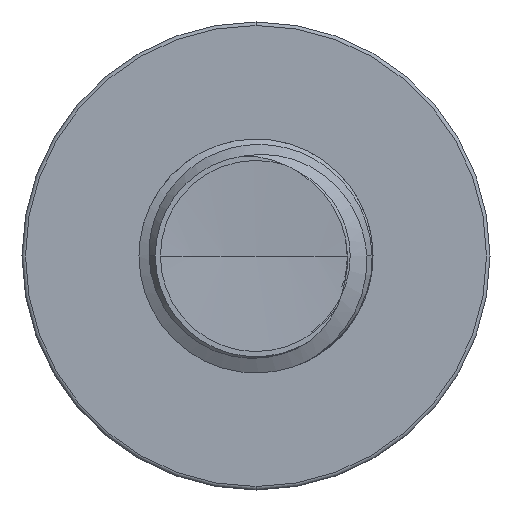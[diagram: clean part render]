
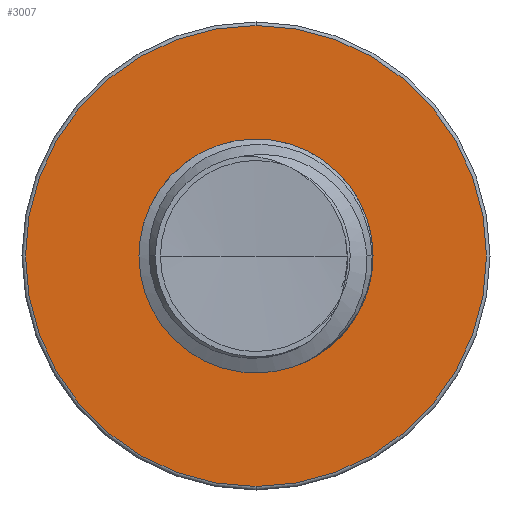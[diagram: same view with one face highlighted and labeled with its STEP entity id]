
A CAD part, front view. The second image highlights one B-rep face of the part: STEP entity #3007.
In plain terms, the highlighted planar face has unit normal (0, -1, 0).
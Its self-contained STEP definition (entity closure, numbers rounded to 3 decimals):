
#182 = EDGE_CURVE ( 'NONE', #14336, #14206, #236, .T. ) ;
#236 = CIRCLE ( 'NONE', #2144, 2.462 ) ;
#421 = AXIS2_PLACEMENT_3D ( 'NONE', #1068, #1558, #17053 ) ;
#572 = DIRECTION ( 'NONE',  ( 0., -1., 0. ) ) ;
#752 = EDGE_CURVE ( 'NONE', #14206, #14336, #17728, .T. ) ;
#758 = DIRECTION ( 'NONE',  ( 0., 0., -1. ) ) ;
#778 = DIRECTION ( 'NONE',  ( 0., -1., 0. ) ) ;
#781 = CARTESIAN_POINT ( 'NONE',  ( 0., 3.5, 0. ) ) ;
#1040 = DIRECTION ( 'NONE',  ( 0., -1., 0. ) ) ;
#1068 = CARTESIAN_POINT ( 'NONE',  ( 0., 3.5, 0. ) ) ;
#1315 = CARTESIAN_POINT ( 'NONE',  ( 0., 3.5, -1.203 ) ) ;
#1558 = DIRECTION ( 'NONE',  ( 0., -1., 0. ) ) ;
#1594 = EDGE_CURVE ( 'NONE', #11360, #3798, #4688, .T. ) ;
#1944 = FACE_BOUND ( 'NONE', #7060, .T. ) ;
#2144 = AXIS2_PLACEMENT_3D ( 'NONE', #13986, #572, #13949 ) ;
#3007 = ADVANCED_FACE ( 'NONE', ( #9875, #1944 ), #15849, .T. ) ;
#3467 = ORIENTED_EDGE ( 'NONE', *, *, #182, .T. ) ;
#3798 = VERTEX_POINT ( 'NONE', #17193 ) ;
#4316 = CARTESIAN_POINT ( 'NONE',  ( 0., 3.5, -2.462 ) ) ;
#4646 = AXIS2_PLACEMENT_3D ( 'NONE', #9433, #1040, #10807 ) ;
#4688 = CIRCLE ( 'NONE', #421, 1.203 ) ;
#6259 = AXIS2_PLACEMENT_3D ( 'NONE', #14540, #9032, #17095 ) ;
#7060 = EDGE_LOOP ( 'NONE', ( #12506, #12671 ) ) ;
#7505 = ORIENTED_EDGE ( 'NONE', *, *, #752, .T. ) ;
#9032 = DIRECTION ( 'NONE',  ( 0., -1., 0. ) ) ;
#9386 = CIRCLE ( 'NONE', #4646, 1.203 ) ;
#9433 = CARTESIAN_POINT ( 'NONE',  ( 0., 3.5, 0. ) ) ;
#9522 = EDGE_CURVE ( 'NONE', #3798, #11360, #9386, .T. ) ;
#9875 = FACE_OUTER_BOUND ( 'NONE', #10531, .T. ) ;
#10531 = EDGE_LOOP ( 'NONE', ( #7505, #3467 ) ) ;
#10807 = DIRECTION ( 'NONE',  ( 0., 0., -1. ) ) ;
#11360 = VERTEX_POINT ( 'NONE', #1315 ) ;
#12506 = ORIENTED_EDGE ( 'NONE', *, *, #1594, .F. ) ;
#12671 = ORIENTED_EDGE ( 'NONE', *, *, #9522, .F. ) ;
#12707 = CARTESIAN_POINT ( 'NONE',  ( 0., 3.5, 2.462 ) ) ;
#13904 = AXIS2_PLACEMENT_3D ( 'NONE', #781, #778, #758 ) ;
#13949 = DIRECTION ( 'NONE',  ( 0., 0., -1. ) ) ;
#13986 = CARTESIAN_POINT ( 'NONE',  ( 0., 3.5, 0. ) ) ;
#14206 = VERTEX_POINT ( 'NONE', #4316 ) ;
#14336 = VERTEX_POINT ( 'NONE', #12707 ) ;
#14540 = CARTESIAN_POINT ( 'NONE',  ( 0., 3.5, 1.203 ) ) ;
#15849 = PLANE ( 'NONE',  #6259 ) ;
#17053 = DIRECTION ( 'NONE',  ( 0., 0., -1. ) ) ;
#17095 = DIRECTION ( 'NONE',  ( 0., 0., -1. ) ) ;
#17193 = CARTESIAN_POINT ( 'NONE',  ( 0., 3.5, 1.203 ) ) ;
#17728 = CIRCLE ( 'NONE', #13904, 2.462 ) ;
